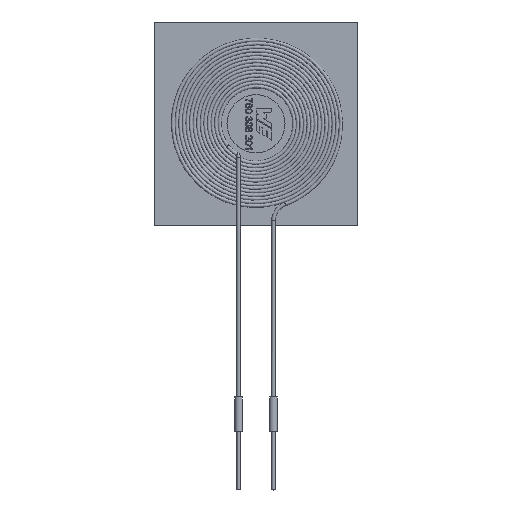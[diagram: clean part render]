
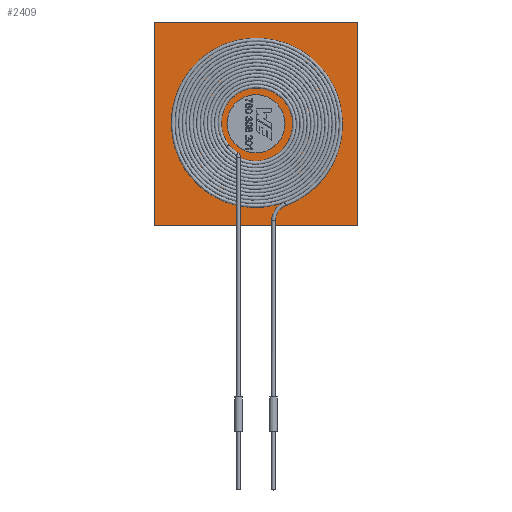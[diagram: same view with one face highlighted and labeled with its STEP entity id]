
A CAD part, top view. The second image highlights one B-rep face of the part: STEP entity #2409.
In plain terms, the highlighted planar face has unit normal (0, 0, 1).
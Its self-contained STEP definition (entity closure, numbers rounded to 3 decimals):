
#131=LINE('',#6718,#248);
#132=LINE('',#6721,#249);
#133=LINE('',#6723,#250);
#134=LINE('',#6725,#251);
#248=VECTOR('',#2817,1000.);
#249=VECTOR('',#2818,1000.);
#250=VECTOR('',#2819,1000.);
#251=VECTOR('',#2820,1000.);
#351=PLANE('',#2516);
#869=ORIENTED_EDGE('',*,*,#1101,.T.);
#870=ORIENTED_EDGE('',*,*,#1102,.T.);
#871=ORIENTED_EDGE('',*,*,#1103,.T.);
#872=ORIENTED_EDGE('',*,*,#1104,.T.);
#1101=EDGE_CURVE('',#1262,#1263,#131,.T.);
#1102=EDGE_CURVE('',#1263,#1264,#132,.T.);
#1103=EDGE_CURVE('',#1264,#1265,#133,.T.);
#1104=EDGE_CURVE('',#1265,#1262,#134,.T.);
#1262=VERTEX_POINT('',#6719);
#1263=VERTEX_POINT('',#6720);
#1264=VERTEX_POINT('',#6722);
#1265=VERTEX_POINT('',#6724);
#1420=EDGE_LOOP('',(#869,#870,#871,#872));
#1567=FACE_BOUND('',#1420,.T.);
#2409=ADVANCED_FACE('',(#1567),#351,.T.);
#2516=AXIS2_PLACEMENT_3D('',#6717,#2815,#2816);
#2815=DIRECTION('',(0.,0.,1.));
#2816=DIRECTION('',(1.,0.,0.));
#2817=DIRECTION('',(0.,-1.,0.));
#2818=DIRECTION('',(1.,0.,0.));
#2819=DIRECTION('',(0.,1.,0.));
#2820=DIRECTION('',(-1.,0.,0.));
#6717=CARTESIAN_POINT('',(-17.5,-17.5,0.));
#6718=CARTESIAN_POINT('',(-17.5,17.5,0.));
#6719=CARTESIAN_POINT('',(-17.5,17.5,0.));
#6720=CARTESIAN_POINT('',(-17.5,-17.5,0.));
#6721=CARTESIAN_POINT('',(-17.5,-17.5,0.));
#6722=CARTESIAN_POINT('',(17.5,-17.5,0.));
#6723=CARTESIAN_POINT('',(17.5,-17.5,0.));
#6724=CARTESIAN_POINT('',(17.5,17.5,0.));
#6725=CARTESIAN_POINT('',(17.5,17.5,0.));
